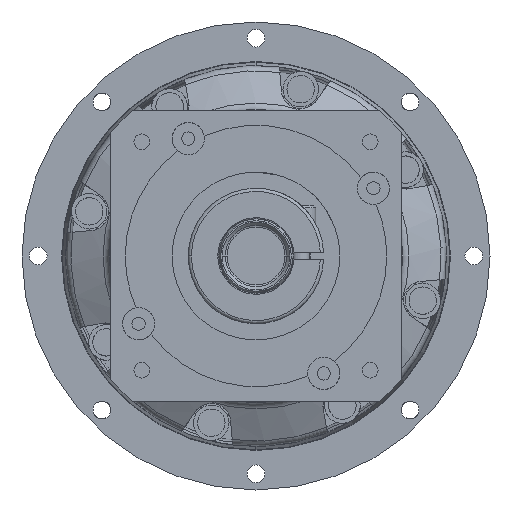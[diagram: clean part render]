
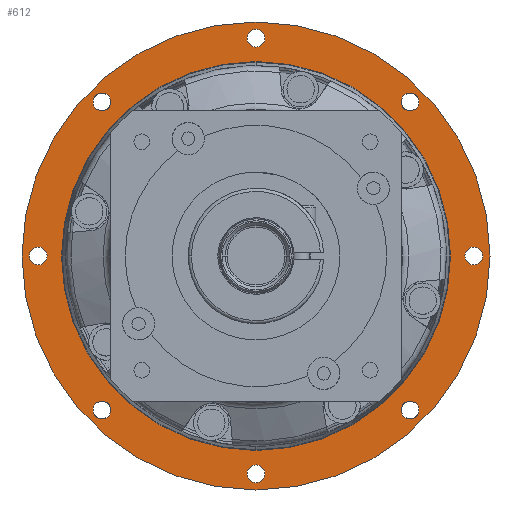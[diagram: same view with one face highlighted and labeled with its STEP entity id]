
A CAD part, left-side view. The second image highlights one B-rep face of the part: STEP entity #612.
In plain terms, the highlighted planar face has unit normal (-1, 0, 0).
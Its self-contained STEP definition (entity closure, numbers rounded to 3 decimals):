
#612=ADVANCED_FACE('PLANFLAECHE_ANLAGE_SCHRAUBEN',(#1517,#1518,#1519,#1520,#1521,#1522,#1523,#1524,#1525,#1526),#1527,.T.);
#1517=FACE_BOUND('',#2806,.T.);
#1518=FACE_BOUND('',#2807,.T.);
#1519=FACE_BOUND('',#2808,.T.);
#1520=FACE_BOUND('',#2809,.T.);
#1521=FACE_BOUND('',#2810,.T.);
#1522=FACE_BOUND('',#2811,.T.);
#1523=FACE_BOUND('',#2812,.T.);
#1524=FACE_BOUND('',#2813,.T.);
#1525=FACE_BOUND('',#2814,.T.);
#1526=FACE_OUTER_BOUND('',#2815,.T.);
#1527=PLANE('',#2816);
#2806=EDGE_LOOP('',(#4455,#4456));
#2807=EDGE_LOOP('',(#4457,#4458));
#2808=EDGE_LOOP('',(#4459,#4460));
#2809=EDGE_LOOP('',(#4461,#4462));
#2810=EDGE_LOOP('',(#4463,#4464));
#2811=EDGE_LOOP('',(#4465,#4466));
#2812=EDGE_LOOP('',(#4467,#4468));
#2813=EDGE_LOOP('',(#4469,#4470));
#2814=EDGE_LOOP('',(#4471,#4472));
#2815=EDGE_LOOP('',(#4473,#4474));
#2816=AXIS2_PLACEMENT_3D('',#4475,#4476,#4477);
#4455=ORIENTED_EDGE('',*,*,#7689,.F.);
#4456=ORIENTED_EDGE('',*,*,#7690,.F.);
#4457=ORIENTED_EDGE('',*,*,#7408,.T.);
#4458=ORIENTED_EDGE('',*,*,#7691,.T.);
#4459=ORIENTED_EDGE('',*,*,#7692,.T.);
#4460=ORIENTED_EDGE('',*,*,#7693,.T.);
#4461=ORIENTED_EDGE('',*,*,#7694,.T.);
#4462=ORIENTED_EDGE('',*,*,#7695,.T.);
#4463=ORIENTED_EDGE('',*,*,#7610,.T.);
#4464=ORIENTED_EDGE('',*,*,#7696,.T.);
#4465=ORIENTED_EDGE('',*,*,#7635,.T.);
#4466=ORIENTED_EDGE('',*,*,#7697,.T.);
#4467=ORIENTED_EDGE('',*,*,#7698,.T.);
#4468=ORIENTED_EDGE('',*,*,#7699,.T.);
#4469=ORIENTED_EDGE('',*,*,#7700,.T.);
#4470=ORIENTED_EDGE('',*,*,#7701,.T.);
#4471=ORIENTED_EDGE('',*,*,#7702,.T.);
#4472=ORIENTED_EDGE('',*,*,#7703,.T.);
#4473=ORIENTED_EDGE('',*,*,#7704,.T.);
#4474=ORIENTED_EDGE('',*,*,#7705,.T.);
#4475=CARTESIAN_POINT('',(27.0,60.25,0.0));
#4476=DIRECTION('',(-1.0,0.0,0.0));
#4477=DIRECTION('',(0.0,0.0,1.0));
#7408=EDGE_CURVE('',#8828,#8835,#8837,.T.);
#7610=EDGE_CURVE('',#9176,#9181,#9183,.T.);
#7635=EDGE_CURVE('',#9215,#9222,#9224,.T.);
#7689=EDGE_CURVE('',#9309,#9310,#9311,.T.);
#7690=EDGE_CURVE('',#9310,#9309,#9312,.T.);
#7691=EDGE_CURVE('',#8835,#8828,#9313,.T.);
#7692=EDGE_CURVE('',#9314,#9315,#9316,.T.);
#7693=EDGE_CURVE('',#9315,#9314,#9317,.T.);
#7694=EDGE_CURVE('',#9318,#9319,#9320,.T.);
#7695=EDGE_CURVE('',#9319,#9318,#9321,.T.);
#7696=EDGE_CURVE('',#9181,#9176,#9322,.T.);
#7697=EDGE_CURVE('',#9222,#9215,#9323,.T.);
#7698=EDGE_CURVE('',#9324,#9325,#9326,.T.);
#7699=EDGE_CURVE('',#9325,#9324,#9327,.T.);
#7700=EDGE_CURVE('',#9328,#9329,#9330,.T.);
#7701=EDGE_CURVE('',#9329,#9328,#9331,.T.);
#7702=EDGE_CURVE('',#9332,#9333,#9334,.T.);
#7703=EDGE_CURVE('',#9333,#9332,#9335,.T.);
#7704=EDGE_CURVE('',#9336,#9337,#9338,.T.);
#7705=EDGE_CURVE('',#9337,#9336,#9339,.T.);
#8828=VERTEX_POINT('',#10959);
#8835=VERTEX_POINT('',#10967);
#8837=CIRCLE('',#10970,2.75);
#9176=VERTEX_POINT('',#11637);
#9181=VERTEX_POINT('',#11643);
#9183=CIRCLE('',#11646,2.75);
#9215=VERTEX_POINT('',#11682);
#9222=VERTEX_POINT('',#11690);
#9224=CIRCLE('',#11693,2.75);
#9309=VERTEX_POINT('',#11862);
#9310=VERTEX_POINT('',#11863);
#9311=CIRCLE('',#11864,60.25);
#9312=CIRCLE('',#11865,60.25);
#9313=CIRCLE('',#11866,2.75);
#9314=VERTEX_POINT('',#11867);
#9315=VERTEX_POINT('',#11868);
#9316=CIRCLE('',#11869,2.75);
#9317=CIRCLE('',#11870,2.75);
#9318=VERTEX_POINT('',#11871);
#9319=VERTEX_POINT('',#11872);
#9320=CIRCLE('',#11873,2.75);
#9321=CIRCLE('',#11874,2.75);
#9322=CIRCLE('',#11875,2.75);
#9323=CIRCLE('',#11876,2.75);
#9324=VERTEX_POINT('',#11877);
#9325=VERTEX_POINT('',#11878);
#9326=CIRCLE('',#11879,2.75);
#9327=CIRCLE('',#11880,2.75);
#9328=VERTEX_POINT('',#11881);
#9329=VERTEX_POINT('',#11882);
#9330=CIRCLE('',#11883,2.75);
#9331=CIRCLE('',#11884,2.75);
#9332=VERTEX_POINT('',#11885);
#9333=VERTEX_POINT('',#11886);
#9334=CIRCLE('',#11887,2.75);
#9335=CIRCLE('',#11888,2.75);
#9336=VERTEX_POINT('',#11889);
#9337=VERTEX_POINT('',#11890);
#9338=CIRCLE('',#11891,72.5);
#9339=CIRCLE('',#11892,72.5);
#10959=CARTESIAN_POINT('',(27.0,45.785,-49.674));
#10967=CARTESIAN_POINT('',(27.0,49.674,-45.785));
#10970=AXIS2_PLACEMENT_3D('',#14540,#14541,#14542);
#11637=CARTESIAN_POINT('',(27.0,-67.5,2.75));
#11643=CARTESIAN_POINT('',(27.0,-67.5,-2.75));
#11646=AXIS2_PLACEMENT_3D('',#14879,#14880,#14881);
#11682=CARTESIAN_POINT('',(27.0,-45.785,49.674));
#11690=CARTESIAN_POINT('',(27.0,-49.674,45.785));
#11693=AXIS2_PLACEMENT_3D('',#14921,#14922,#14923);
#11862=CARTESIAN_POINT('',(27.0,0.0,60.25));
#11863=CARTESIAN_POINT('',(27.0,0.,-60.25));
#11864=AXIS2_PLACEMENT_3D('',#15006,#15007,#15008);
#11865=AXIS2_PLACEMENT_3D('',#15009,#15010,#15011);
#11866=AXIS2_PLACEMENT_3D('',#15012,#15013,#15014);
#11867=CARTESIAN_POINT('',(27.0,-2.75,-67.5));
#11868=CARTESIAN_POINT('',(27.0,2.75,-67.5));
#11869=AXIS2_PLACEMENT_3D('',#15015,#15016,#15017);
#11870=AXIS2_PLACEMENT_3D('',#15018,#15019,#15020);
#11871=CARTESIAN_POINT('',(27.0,-49.674,-45.785));
#11872=CARTESIAN_POINT('',(27.0,-45.785,-49.674));
#11873=AXIS2_PLACEMENT_3D('',#15021,#15022,#15023);
#11874=AXIS2_PLACEMENT_3D('',#15024,#15025,#15026);
#11875=AXIS2_PLACEMENT_3D('',#15027,#15028,#15029);
#11876=AXIS2_PLACEMENT_3D('',#15030,#15031,#15032);
#11877=CARTESIAN_POINT('',(27.0,2.75,67.5));
#11878=CARTESIAN_POINT('',(27.0,-2.75,67.5));
#11879=AXIS2_PLACEMENT_3D('',#15033,#15034,#15035);
#11880=AXIS2_PLACEMENT_3D('',#15036,#15037,#15038);
#11881=CARTESIAN_POINT('',(27.0,49.674,45.785));
#11882=CARTESIAN_POINT('',(27.0,45.785,49.674));
#11883=AXIS2_PLACEMENT_3D('',#15039,#15040,#15041);
#11884=AXIS2_PLACEMENT_3D('',#15042,#15043,#15044);
#11885=CARTESIAN_POINT('',(27.0,67.5,-2.75));
#11886=CARTESIAN_POINT('',(27.0,67.5,2.75));
#11887=AXIS2_PLACEMENT_3D('',#15045,#15046,#15047);
#11888=AXIS2_PLACEMENT_3D('',#15048,#15049,#15050);
#11889=CARTESIAN_POINT('',(27.0,0.0,72.5));
#11890=CARTESIAN_POINT('',(27.0,0.,-72.5));
#11891=AXIS2_PLACEMENT_3D('',#15051,#15052,#15053);
#11892=AXIS2_PLACEMENT_3D('',#15054,#15055,#15056);
#14540=CARTESIAN_POINT('',(27.0,47.73,-47.73));
#14541=DIRECTION('',(1.0,0.0,0.0));
#14542=DIRECTION('',(0.0,-0.707,-0.707));
#14879=CARTESIAN_POINT('',(27.0,-67.5,0.));
#14880=DIRECTION('',(1.0,0.0,-0.0));
#14881=DIRECTION('',(0.0,0.,1.0));
#14921=CARTESIAN_POINT('',(27.0,-47.73,47.73));
#14922=DIRECTION('',(1.0,0.0,-0.0));
#14923=DIRECTION('',(0.0,0.707,0.707));
#15006=CARTESIAN_POINT('',(27.0,0.0,0.0));
#15007=DIRECTION('',(-1.0,0.0,0.0));
#15008=DIRECTION('',(0.0,0.0,1.0));
#15009=CARTESIAN_POINT('',(27.0,0.0,0.0));
#15010=DIRECTION('',(-1.0,0.0,0.0));
#15011=DIRECTION('',(0.0,0.0,1.0));
#15012=CARTESIAN_POINT('',(27.0,47.73,-47.73));
#15013=DIRECTION('',(1.0,0.0,0.0));
#15014=DIRECTION('',(0.0,-0.707,-0.707));
#15015=CARTESIAN_POINT('',(27.0,0.,-67.5));
#15016=DIRECTION('',(1.0,0.0,0.0));
#15017=DIRECTION('',(0.0,-1.0,0.));
#15018=CARTESIAN_POINT('',(27.0,0.,-67.5));
#15019=DIRECTION('',(1.0,0.0,0.0));
#15020=DIRECTION('',(0.0,-1.0,0.));
#15021=CARTESIAN_POINT('',(27.0,-47.73,-47.73));
#15022=DIRECTION('',(1.0,0.0,0.0));
#15023=DIRECTION('',(0.0,-0.707,0.707));
#15024=CARTESIAN_POINT('',(27.0,-47.73,-47.73));
#15025=DIRECTION('',(1.0,0.0,0.0));
#15026=DIRECTION('',(0.0,-0.707,0.707));
#15027=CARTESIAN_POINT('',(27.0,-67.5,0.));
#15028=DIRECTION('',(1.0,0.0,-0.0));
#15029=DIRECTION('',(0.0,0.,1.0));
#15030=CARTESIAN_POINT('',(27.0,-47.73,47.73));
#15031=DIRECTION('',(1.0,0.0,-0.0));
#15032=DIRECTION('',(0.0,0.707,0.707));
#15033=CARTESIAN_POINT('',(27.0,0.,67.5));
#15034=DIRECTION('',(1.0,0.0,0.0));
#15035=DIRECTION('',(0.0,1.0,0.));
#15036=CARTESIAN_POINT('',(27.0,0.,67.5));
#15037=DIRECTION('',(1.0,0.0,0.0));
#15038=DIRECTION('',(0.0,1.0,0.));
#15039=CARTESIAN_POINT('',(27.0,47.73,47.73));
#15040=DIRECTION('',(1.0,0.0,0.0));
#15041=DIRECTION('',(0.0,0.707,-0.707));
#15042=CARTESIAN_POINT('',(27.0,47.73,47.73));
#15043=DIRECTION('',(1.0,0.0,0.0));
#15044=DIRECTION('',(0.0,0.707,-0.707));
#15045=CARTESIAN_POINT('',(27.0,67.5,0.0));
#15046=DIRECTION('',(1.0,0.0,0.0));
#15047=DIRECTION('',(0.0,0.0,-1.0));
#15048=CARTESIAN_POINT('',(27.0,67.5,0.0));
#15049=DIRECTION('',(1.0,0.0,0.0));
#15050=DIRECTION('',(0.0,0.0,-1.0));
#15051=CARTESIAN_POINT('',(27.0,0.0,0.0));
#15052=DIRECTION('',(-1.0,0.0,0.0));
#15053=DIRECTION('',(0.0,0.0,1.0));
#15054=CARTESIAN_POINT('',(27.0,0.0,0.0));
#15055=DIRECTION('',(-1.0,0.0,0.0));
#15056=DIRECTION('',(0.0,0.0,1.0));
